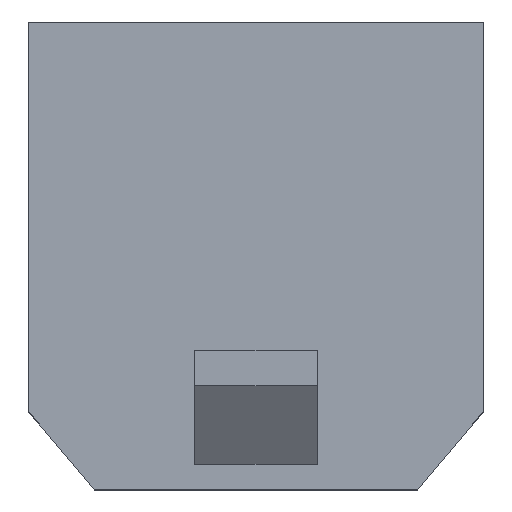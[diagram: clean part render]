
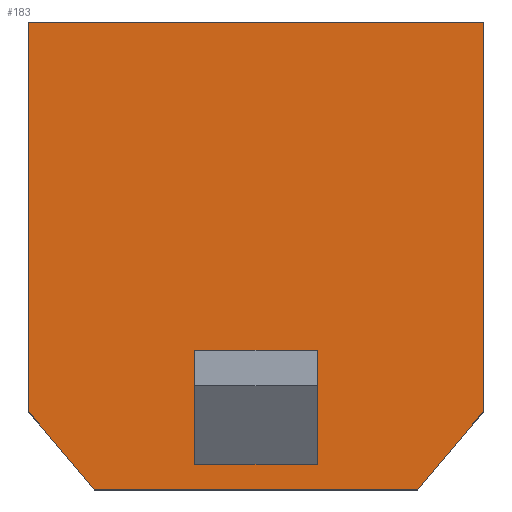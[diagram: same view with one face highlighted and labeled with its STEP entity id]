
A CAD part, top view. The second image highlights one B-rep face of the part: STEP entity #183.
In plain terms, the highlighted planar face has unit normal (0, 0, 1).
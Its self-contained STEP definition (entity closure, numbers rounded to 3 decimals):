
#183=ADVANCED_FACE('',(#457,#458),#319,.T.);
#319=PLANE('',#2504);
#457=FACE_BOUND('',#479,.T.);
#458=FACE_BOUND('',#480,.T.);
#479=EDGE_LOOP('',(#703,#704,#705,#706,#707,#708));
#480=EDGE_LOOP('',(#709,#710,#711,#712));
#703=ORIENTED_EDGE('',*,*,#1565,.F.);
#704=ORIENTED_EDGE('',*,*,#1570,.F.);
#705=ORIENTED_EDGE('',*,*,#1586,.T.);
#706=ORIENTED_EDGE('',*,*,#1587,.T.);
#707=ORIENTED_EDGE('',*,*,#1561,.F.);
#708=ORIENTED_EDGE('',*,*,#1581,.F.);
#709=ORIENTED_EDGE('',*,*,#1588,.T.);
#710=ORIENTED_EDGE('',*,*,#1589,.T.);
#711=ORIENTED_EDGE('',*,*,#1590,.F.);
#712=ORIENTED_EDGE('',*,*,#1591,.F.);
#1340=VERTEX_POINT('',#3375);
#1343=VERTEX_POINT('',#3380);
#1344=VERTEX_POINT('',#3384);
#1347=VERTEX_POINT('',#3389);
#1351=VERTEX_POINT('',#3399);
#1363=VERTEX_POINT('',#3430);
#1364=VERTEX_POINT('',#3433);
#1365=VERTEX_POINT('',#3434);
#1366=VERTEX_POINT('',#3436);
#1367=VERTEX_POINT('',#3438);
#1561=EDGE_CURVE('',#1343,#1340,#1898,.T.);
#1565=EDGE_CURVE('',#1347,#1344,#1902,.T.);
#1570=EDGE_CURVE('',#1351,#1347,#1907,.T.);
#1581=EDGE_CURVE('',#1344,#1343,#1918,.T.);
#1586=EDGE_CURVE('',#1351,#1363,#1923,.T.);
#1587=EDGE_CURVE('',#1363,#1340,#1924,.T.);
#1588=EDGE_CURVE('',#1364,#1365,#1925,.T.);
#1589=EDGE_CURVE('',#1365,#1366,#1926,.T.);
#1590=EDGE_CURVE('',#1367,#1366,#1927,.T.);
#1591=EDGE_CURVE('',#1364,#1367,#1928,.T.);
#1898=LINE('',#3381,#2227);
#1902=LINE('',#3390,#2231);
#1907=LINE('',#3400,#2236);
#1918=LINE('',#3421,#2247);
#1923=LINE('',#3429,#2252);
#1924=LINE('',#3431,#2253);
#1925=LINE('',#3432,#2254);
#1926=LINE('',#3435,#2255);
#1927=LINE('',#3437,#2256);
#1928=LINE('',#3439,#2257);
#2227=VECTOR('',#2707,1.);
#2231=VECTOR('',#2713,1.);
#2236=VECTOR('',#2720,1.);
#2247=VECTOR('',#2733,1.);
#2252=VECTOR('',#2740,1.);
#2253=VECTOR('',#2741,1.);
#2254=VECTOR('',#2742,1.);
#2255=VECTOR('',#2743,1.);
#2256=VECTOR('',#2744,1.);
#2257=VECTOR('',#2745,1.);
#2504=AXIS2_PLACEMENT_3D('',#3440,#2746,#2747);
#2707=DIRECTION('',(-0.643,0.766,0.));
#2713=DIRECTION('',(-0.643,-0.766,0.));
#2720=DIRECTION('',(0.,-1.,0.));
#2733=DIRECTION('',(-1.,0.,0.));
#2740=DIRECTION('',(-1.,0.,0.));
#2741=DIRECTION('',(0.,-1.,0.));
#2742=DIRECTION('',(-1.,0.,0.));
#2743=DIRECTION('',(0.,1.,0.));
#2744=DIRECTION('',(-1.,0.,0.));
#2745=DIRECTION('',(0.,1.,0.));
#2746=DIRECTION('',(0.,0.,1.));
#2747=DIRECTION('',(1.,0.,0.));
#3375=CARTESIAN_POINT('',(-4.825,1.668,3.86));
#3380=CARTESIAN_POINT('',(-3.425,0.,3.86));
#3381=CARTESIAN_POINT('',(-3.425,0.,3.86));
#3384=CARTESIAN_POINT('',(3.425,0.,3.86));
#3389=CARTESIAN_POINT('',(4.825,1.668,3.86));
#3390=CARTESIAN_POINT('',(4.825,1.668,3.86));
#3399=CARTESIAN_POINT('',(4.825,9.9,3.86));
#3400=CARTESIAN_POINT('',(4.825,9.9,3.86));
#3421=CARTESIAN_POINT('',(4.825,0.,3.86));
#3429=CARTESIAN_POINT('',(4.825,9.9,3.86));
#3430=CARTESIAN_POINT('',(-4.825,9.9,3.86));
#3431=CARTESIAN_POINT('',(-4.825,9.9,3.86));
#3432=CARTESIAN_POINT('',(1.3,0.54,3.86));
#3433=CARTESIAN_POINT('',(1.3,0.54,3.86));
#3434=CARTESIAN_POINT('',(-1.3,0.54,3.86));
#3435=CARTESIAN_POINT('',(-1.3,0.54,3.86));
#3436=CARTESIAN_POINT('',(-1.3,2.95,3.86));
#3437=CARTESIAN_POINT('',(1.3,2.95,3.86));
#3438=CARTESIAN_POINT('',(1.3,2.95,3.86));
#3439=CARTESIAN_POINT('',(1.3,0.54,3.86));
#3440=CARTESIAN_POINT('',(4.825,9.9,3.86));
